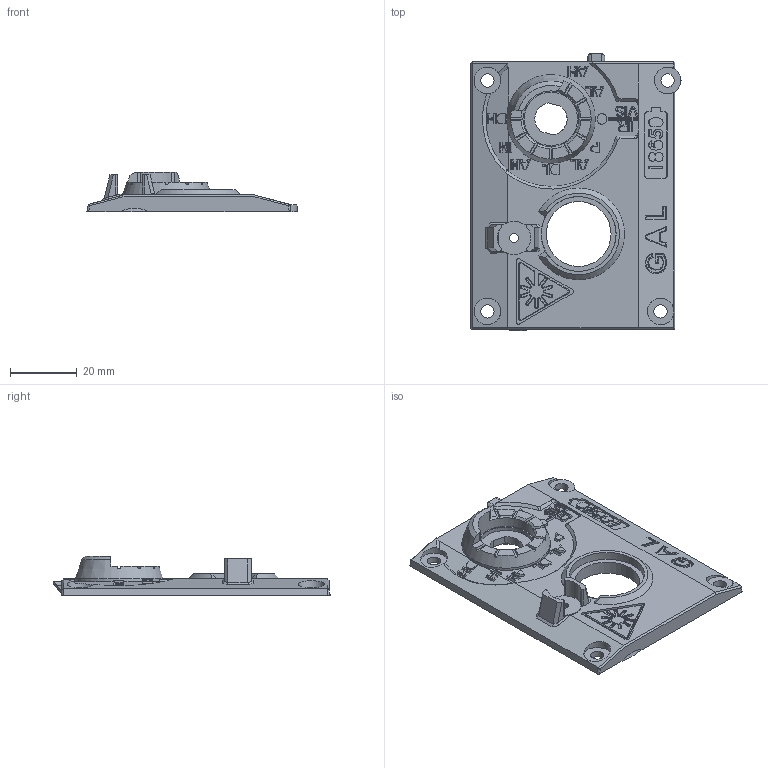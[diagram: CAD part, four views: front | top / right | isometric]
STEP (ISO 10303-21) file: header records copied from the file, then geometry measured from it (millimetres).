
FILE_DESCRIPTION(/* description */ (''),/* implementation_level */ '2;1');
FILE_NAME(/* name */ 'GAL_lid18650_zb_edit.step',/* time_stamp */ '2023-12-14T09:27:20-06:00',/* author */ (''),/* organization */ (''),/* preprocessor_version */ 'ST-DEVELOPER v20',/* originating_system */ 'Autodesk Translation Framework v12.14.0.127',/* authorisation */ '');
FILE_SCHEMA (('AUTOMOTIVE_DESIGN { 1 0 10303 214 3 1 1 }'));
Length unit declared in the file: millimetre
Products named in the file (2): GAL_v2; lid
Assembly tree (1 placements, depth 2):
  GAL_v2
    lid
Bounding box: 62.84 x 83.08 x 11.75 mm (x, y, z)
Volume: 19703.2 mm3; surface area: 12319.4 mm2
Topology: 1 solids, 1 shells, 906 faces, 2407 edges, 1537 vertices
Faces by surface type: plane 554, bspline 211, cylinder 86, cone 54, torus 1
Full cylindrical faces by diameter (mm): 2 x1, 2.7 x1, 3.172 x1, 4 x5, 8 x2, 16 x1, 16.75 x1, 19.4 x1, 22.4 x1, 26.474 x1
Entity records: 32258 total; most frequent: CARTESIAN_POINT 11212, ORIENTED_EDGE 4814, DIRECTION 3572, EDGE_CURVE 2407, VERTEX_POINT 1537, LINE 1524, VECTOR 1524, AXIS2_PLACEMENT_3D 1024
